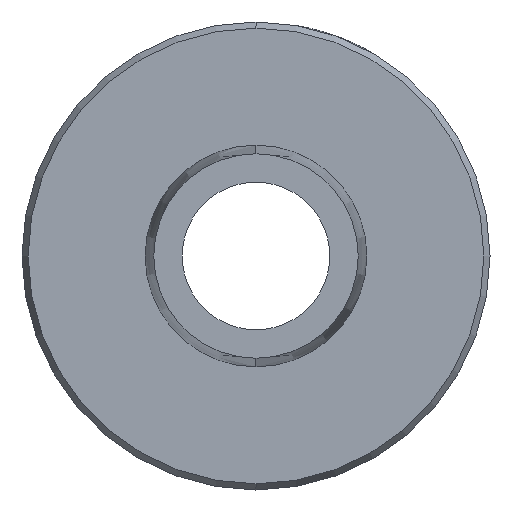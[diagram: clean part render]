
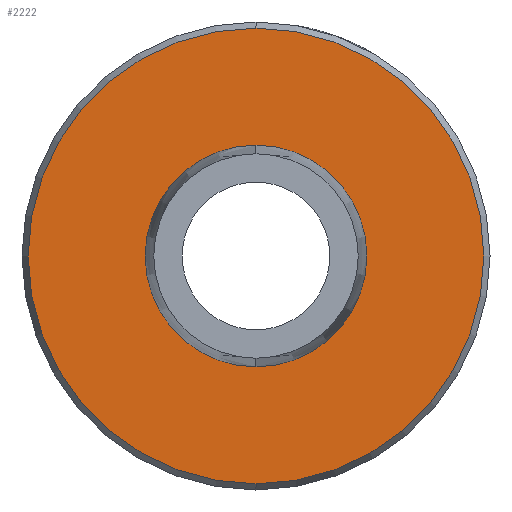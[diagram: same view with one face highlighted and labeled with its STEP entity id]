
A CAD part, left-side view. The second image highlights one B-rep face of the part: STEP entity #2222.
In plain terms, the highlighted planar face has unit normal (-1, 0, 0).
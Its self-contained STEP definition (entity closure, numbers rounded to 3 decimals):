
#52 = CARTESIAN_POINT ( 'NONE',  ( 10., 0., 0. ) ) ;
#284 = EDGE_CURVE ( 'NONE', #2979, #2821, #1301, .T. ) ;
#411 = CIRCLE ( 'NONE', #1011, 9.25 ) ;
#495 = CARTESIAN_POINT ( 'NONE',  ( 10., 0., -4.5 ) ) ;
#767 = PLANE ( 'NONE',  #1085 ) ;
#835 = DIRECTION ( 'NONE',  ( -1., 0., 0. ) ) ;
#1011 = AXIS2_PLACEMENT_3D ( 'NONE', #52, #3284, #1499 ) ;
#1069 = CARTESIAN_POINT ( 'NONE',  ( 10., 0., 0. ) ) ;
#1085 = AXIS2_PLACEMENT_3D ( 'NONE', #2250, #1143, #1872 ) ;
#1128 = CARTESIAN_POINT ( 'NONE',  ( 10., 0., 4.5 ) ) ;
#1143 = DIRECTION ( 'NONE',  ( 1., 0., 0. ) ) ;
#1301 = CIRCLE ( 'NONE', #1893, 4.5 ) ;
#1306 = ORIENTED_EDGE ( 'NONE', *, *, #1826, .F. ) ;
#1406 = DIRECTION ( 'NONE',  ( 0., 0., 1. ) ) ;
#1499 = DIRECTION ( 'NONE',  ( 0., 0., -1. ) ) ;
#1757 = AXIS2_PLACEMENT_3D ( 'NONE', #4423, #835, #1794 ) ;
#1794 = DIRECTION ( 'NONE',  ( 0., 0., 1. ) ) ;
#1802 = VERTEX_POINT ( 'NONE', #3203 ) ;
#1826 = EDGE_CURVE ( 'NONE', #2821, #2979, #3781, .T. ) ;
#1852 = EDGE_LOOP ( 'NONE', ( #1306, #2120 ) ) ;
#1872 = DIRECTION ( 'NONE',  ( 0., 0., -1. ) ) ;
#1893 = AXIS2_PLACEMENT_3D ( 'NONE', #1069, #4546, #1406 ) ;
#2120 = ORIENTED_EDGE ( 'NONE', *, *, #284, .F. ) ;
#2126 = DIRECTION ( 'NONE',  ( 0., 0., -1. ) ) ;
#2222 = ADVANCED_FACE ( 'NONE', ( #4031, #2991 ), #767, .F. ) ;
#2238 = EDGE_LOOP ( 'NONE', ( #4089, #2517 ) ) ;
#2248 = VERTEX_POINT ( 'NONE', #2601 ) ;
#2250 = CARTESIAN_POINT ( 'NONE',  ( 10., 0., 0. ) ) ;
#2272 = EDGE_CURVE ( 'NONE', #1802, #2248, #411, .T. ) ;
#2356 = CIRCLE ( 'NONE', #4154, 9.25 ) ;
#2517 = ORIENTED_EDGE ( 'NONE', *, *, #2272, .T. ) ;
#2601 = CARTESIAN_POINT ( 'NONE',  ( 10., 0., -9.25 ) ) ;
#2821 = VERTEX_POINT ( 'NONE', #1128 ) ;
#2979 = VERTEX_POINT ( 'NONE', #495 ) ;
#2991 = FACE_BOUND ( 'NONE', #1852, .T. ) ;
#3203 = CARTESIAN_POINT ( 'NONE',  ( 10., 0., 9.25 ) ) ;
#3284 = DIRECTION ( 'NONE',  ( -1., 0., 0. ) ) ;
#3781 = CIRCLE ( 'NONE', #1757, 4.5 ) ;
#3957 = CARTESIAN_POINT ( 'NONE',  ( 10., 0., 0. ) ) ;
#4031 = FACE_OUTER_BOUND ( 'NONE', #2238, .T. ) ;
#4089 = ORIENTED_EDGE ( 'NONE', *, *, #4203, .T. ) ;
#4154 = AXIS2_PLACEMENT_3D ( 'NONE', #3957, #4262, #2126 ) ;
#4203 = EDGE_CURVE ( 'NONE', #2248, #1802, #2356, .T. ) ;
#4262 = DIRECTION ( 'NONE',  ( -1., 0., 0. ) ) ;
#4423 = CARTESIAN_POINT ( 'NONE',  ( 10., 0., 0. ) ) ;
#4546 = DIRECTION ( 'NONE',  ( -1., 0., 0. ) ) ;
